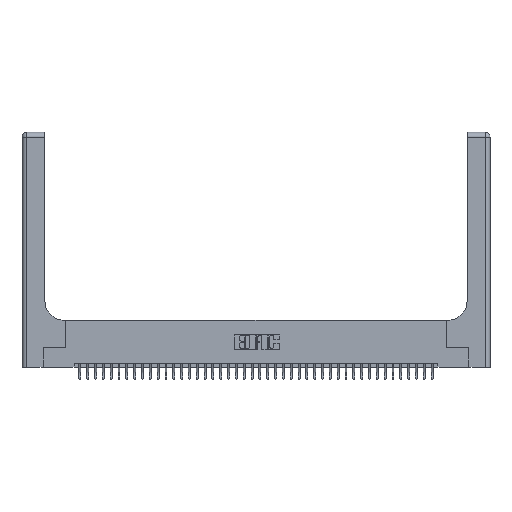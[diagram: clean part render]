
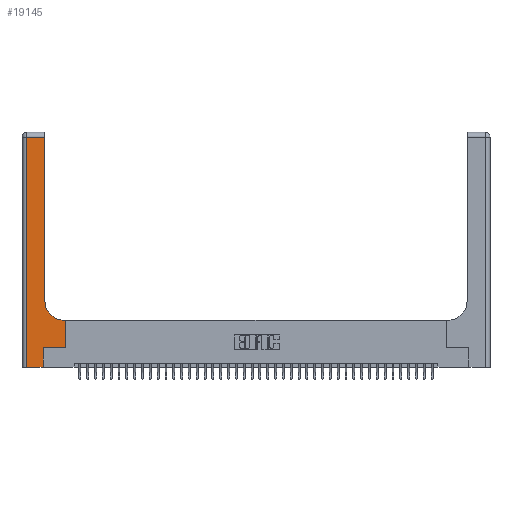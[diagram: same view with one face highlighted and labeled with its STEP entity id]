
A CAD part, top view. The second image highlights one B-rep face of the part: STEP entity #19145.
In plain terms, the highlighted planar face has unit normal (0, 0, 1).
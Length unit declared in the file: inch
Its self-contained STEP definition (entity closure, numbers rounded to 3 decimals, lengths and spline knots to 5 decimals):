
#511 = CARTESIAN_POINT ( 'NONE',  ( 0.5415, 0.85, 0.37 ) ) ;
#838 = VECTOR ( 'NONE', #32839, 39.37008 ) ;
#1419 = EDGE_CURVE ( 'NONE', #11033, #22059, #20006, .T. ) ;
#1554 = DIRECTION ( 'NONE',  ( 0., 1., 0. ) ) ;
#1616 = ORIENTED_EDGE ( 'NONE', *, *, #6543, .T. ) ;
#1762 = CARTESIAN_POINT ( 'NONE',  ( 0., 3., 0.37 ) ) ;
#2752 = FACE_OUTER_BOUND ( 'NONE', #26228, .T. ) ;
#3251 = CARTESIAN_POINT ( 'NONE',  ( 0.269, 0., 0.37 ) ) ;
#3307 = CARTESIAN_POINT ( 'NONE',  ( 0.06, 0., 0.37 ) ) ;
#3758 = DIRECTION ( 'NONE',  ( 1., 0., 0. ) ) ;
#3955 = ORIENTED_EDGE ( 'NONE', *, *, #1419, .T. ) ;
#4048 = CARTESIAN_POINT ( 'NONE',  ( 0., 0., 0.37 ) ) ;
#4086 = ORIENTED_EDGE ( 'NONE', *, *, #40588, .T. ) ;
#4858 = DIRECTION ( 'NONE',  ( -1., 0., 0. ) ) ;
#5594 = VECTOR ( 'NONE', #4858, 39.37008 ) ;
#6543 = EDGE_CURVE ( 'NONE', #28241, #40617, #13609, .T. ) ;
#9683 = AXIS2_PLACEMENT_3D ( 'NONE', #511, #22890, #3758 ) ;
#9949 = EDGE_CURVE ( 'NONE', #34211, #28241, #40800, .T. ) ;
#10487 = VECTOR ( 'NONE', #31228, 39.37008 ) ;
#10532 = ORIENTED_EDGE ( 'NONE', *, *, #11034, .T. ) ;
#10958 = ORIENTED_EDGE ( 'NONE', *, *, #40361, .T. ) ;
#11033 = VERTEX_POINT ( 'NONE', #40274 ) ;
#11034 = EDGE_CURVE ( 'NONE', #40617, #11033, #35865, .T. ) ;
#12924 = CARTESIAN_POINT ( 'NONE',  ( 0.5415, 0.6, 0.37 ) ) ;
#13015 = ORIENTED_EDGE ( 'NONE', *, *, #39122, .T. ) ;
#13609 = LINE ( 'NONE', #14397, #21125 ) ;
#14397 = CARTESIAN_POINT ( 'NONE',  ( 0.269, 0., 0.37 ) ) ;
#15265 = CARTESIAN_POINT ( 'NONE',  ( 0.269, 0.25, 0.37 ) ) ;
#16009 = EDGE_CURVE ( 'NONE', #27674, #21438, #39523, .T. ) ;
#17863 = DIRECTION ( 'NONE',  ( -1., 0., 0. ) ) ;
#18496 = LINE ( 'NONE', #18769, #36181 ) ;
#18589 = CARTESIAN_POINT ( 'NONE',  ( 0.2915, 0.85, 0.37 ) ) ;
#18769 = CARTESIAN_POINT ( 'NONE',  ( 0., 2.94, 0.37 ) ) ;
#19145 = ADVANCED_FACE ( 'NONE', ( #2752 ), #33535, .F. ) ;
#19170 = VECTOR ( 'NONE', #37291, 39.37008 ) ;
#20006 = LINE ( 'NONE', #21782, #10487 ) ;
#20048 = LINE ( 'NONE', #27048, #39585 ) ;
#21125 = VECTOR ( 'NONE', #36456, 39.37008 ) ;
#21438 = VERTEX_POINT ( 'NONE', #18589 ) ;
#21782 = CARTESIAN_POINT ( 'NONE',  ( 0.5585, 0.25, 0.37 ) ) ;
#21988 = CARTESIAN_POINT ( 'NONE',  ( 0.269, 0.25, 0.37 ) ) ;
#22059 = VERTEX_POINT ( 'NONE', #37453 ) ;
#22890 = DIRECTION ( 'NONE',  ( 0., 0., -1. ) ) ;
#23593 = LINE ( 'NONE', #36410, #5594 ) ;
#24284 = LINE ( 'NONE', #29724, #838 ) ;
#24500 = ORIENTED_EDGE ( 'NONE', *, *, #9949, .T. ) ;
#26228 = EDGE_LOOP ( 'NONE', ( #10958, #4086, #32990, #24500, #1616, #10532, #3955, #13015, #37699 ) ) ;
#26341 = DIRECTION ( 'NONE',  ( 1., 0., 0. ) ) ;
#27048 = CARTESIAN_POINT ( 'NONE',  ( 0.2915, 3., 0.37 ) ) ;
#27338 = EDGE_CURVE ( 'NONE', #27742, #34211, #24284, .T. ) ;
#27674 = VERTEX_POINT ( 'NONE', #12924 ) ;
#27742 = VERTEX_POINT ( 'NONE', #32297 ) ;
#28241 = VERTEX_POINT ( 'NONE', #3251 ) ;
#28939 = VERTEX_POINT ( 'NONE', #38045 ) ;
#29724 = CARTESIAN_POINT ( 'NONE',  ( 0.06, 3., 0.37 ) ) ;
#31228 = DIRECTION ( 'NONE',  ( 0., 1., 0. ) ) ;
#32297 = CARTESIAN_POINT ( 'NONE',  ( 0.06, 2.94, 0.37 ) ) ;
#32544 = VECTOR ( 'NONE', #26341, 39.37008 ) ;
#32839 = DIRECTION ( 'NONE',  ( 0., -1., 0. ) ) ;
#32990 = ORIENTED_EDGE ( 'NONE', *, *, #27338, .T. ) ;
#33535 = PLANE ( 'NONE',  #35195 ) ;
#34211 = VERTEX_POINT ( 'NONE', #3307 ) ;
#35195 = AXIS2_PLACEMENT_3D ( 'NONE', #1762, #36664, #17863 ) ;
#35865 = LINE ( 'NONE', #15265, #19170 ) ;
#36181 = VECTOR ( 'NONE', #40659, 39.37008 ) ;
#36410 = CARTESIAN_POINT ( 'NONE',  ( 0.2915, 0.6, 0.37 ) ) ;
#36456 = DIRECTION ( 'NONE',  ( 0., 1., 0. ) ) ;
#36664 = DIRECTION ( 'NONE',  ( 0., 0., -1. ) ) ;
#37291 = DIRECTION ( 'NONE',  ( 1., 0., 0. ) ) ;
#37453 = CARTESIAN_POINT ( 'NONE',  ( 0.5585, 0.6, 0.37 ) ) ;
#37699 = ORIENTED_EDGE ( 'NONE', *, *, #16009, .T. ) ;
#38045 = CARTESIAN_POINT ( 'NONE',  ( 0.2915, 2.94, 0.37 ) ) ;
#39122 = EDGE_CURVE ( 'NONE', #22059, #27674, #23593, .T. ) ;
#39523 = CIRCLE ( 'NONE', #9683, 0.25 ) ;
#39585 = VECTOR ( 'NONE', #1554, 39.37008 ) ;
#40274 = CARTESIAN_POINT ( 'NONE',  ( 0.5585, 0.25, 0.37 ) ) ;
#40361 = EDGE_CURVE ( 'NONE', #21438, #28939, #20048, .T. ) ;
#40588 = EDGE_CURVE ( 'NONE', #28939, #27742, #18496, .T. ) ;
#40617 = VERTEX_POINT ( 'NONE', #21988 ) ;
#40659 = DIRECTION ( 'NONE',  ( -1., 0., 0. ) ) ;
#40800 = LINE ( 'NONE', #4048, #32544 ) ;
